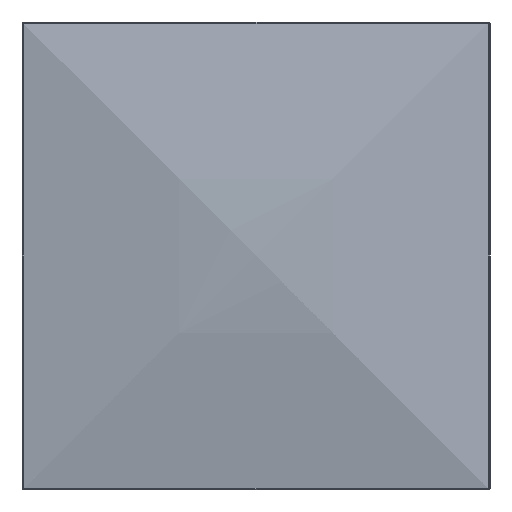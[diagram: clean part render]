
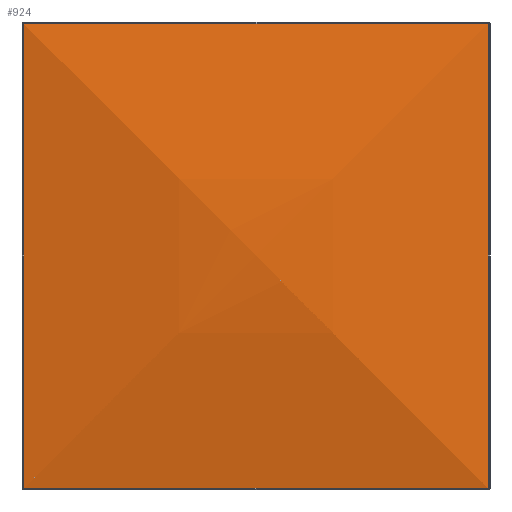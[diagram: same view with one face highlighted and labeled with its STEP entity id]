
A CAD part, left-side view. The second image highlights one B-rep face of the part: STEP entity #924.
In plain terms, the highlighted free-form (B-spline) face has degree [3, 3] with [4, 4] control points.
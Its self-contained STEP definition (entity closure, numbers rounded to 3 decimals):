
#42 = VERTEX_POINT ( 'NONE', #1849 ) ;
#64 = ORIENTED_EDGE ( 'NONE', *, *, #1805, .T. ) ;
#68 = CARTESIAN_POINT ( 'NONE',  ( -2.25, 1.592, 0. ) ) ;
#92 = CARTESIAN_POINT ( 'NONE',  ( -2.25, 1.6, 3.192 ) ) ;
#102 = CARTESIAN_POINT ( 'NONE',  ( -2.251, 1.601, 0.23 ) ) ;
#132 = CARTESIAN_POINT ( 'NONE',  ( -2.25, 1.613, -0.012 ) ) ;
#150 = CARTESIAN_POINT ( 'NONE',  ( -2.25, -1.583, 3.2 ) ) ;
#174 = CARTESIAN_POINT ( 'NONE',  ( -2.25, -1.613, -0.013 ) ) ;
#264 = CARTESIAN_POINT ( 'NONE',  ( -2.25, 1.575, 0. ) ) ;
#279 = EDGE_CURVE ( 'NONE', #1519, #2188, #1446, .T. ) ;
#282 = CARTESIAN_POINT ( 'NONE',  ( -2.252, 1.602, 0.69 ) ) ;
#283 = CARTESIAN_POINT ( 'NONE',  ( -2.252, -0.606, -0.003 ) ) ;
#303 = CARTESIAN_POINT ( 'NONE',  ( -2.25, 1.613, 1.063 ) ) ;
#317 = CARTESIAN_POINT ( 'NONE',  ( -2.25, -1.575, 3.2 ) ) ;
#325 = CARTESIAN_POINT ( 'NONE',  ( -2.25, 1.613, 3.212 ) ) ;
#332 = CARTESIAN_POINT ( 'NONE',  ( -2.25, -1.6, 0.025 ) ) ;
#341 = CARTESIAN_POINT ( 'NONE',  ( -2.252, -1.603, 2.206 ) ) ;
#350 = CARTESIAN_POINT ( 'NONE',  ( -2.25, -1.508, 3.2 ) ) ;
#366 = CARTESIAN_POINT ( 'NONE',  ( -2.25, 1.6, 3.2 ) ) ;
#406 = EDGE_CURVE ( 'NONE', #1377, #42, #1960, .T. ) ;
#440 = CARTESIAN_POINT ( 'NONE',  ( -2.25, 1.508, 0. ) ) ;
#457 = CARTESIAN_POINT ( 'NONE',  ( -2.251, 1.602, 0.46 ) ) ;
#458 = CARTESIAN_POINT ( 'NONE',  ( -2.251, -1.37, -0.001 ) ) ;
#465 = CARTESIAN_POINT ( 'NONE',  ( -2.25, 1.6, 3.2 ) ) ;
#470 = CARTESIAN_POINT ( 'NONE',  ( -2.25, -1.6, 0. ) ) ;
#480 = CARTESIAN_POINT ( 'NONE',  ( -2.25, -0.538, -0.012 ) ) ;
#492 = CARTESIAN_POINT ( 'NONE',  ( -2.25, -1.6, 0.017 ) ) ;
#514 = CARTESIAN_POINT ( 'NONE',  ( -2.25, -1.6, 0.058 ) ) ;
#535 = CARTESIAN_POINT ( 'NONE',  ( -2.25, -1.6, 0.092 ) ) ;
#604 = ORIENTED_EDGE ( 'NONE', *, *, #406, .T. ) ;
#615 = CARTESIAN_POINT ( 'NONE',  ( -2.251, -1.14, -0.002 ) ) ;
#640 = CARTESIAN_POINT ( 'NONE',  ( -2.25, -1.6, 0. ) ) ;
#661 = CARTESIAN_POINT ( 'NONE',  ( -2.252, 1.602, 2.583 ) ) ;
#665 = CARTESIAN_POINT ( 'NONE',  ( -2.251, -1.475, 3.201 ) ) ;
#674 = CARTESIAN_POINT ( 'NONE',  ( -2.252, -1.602, 2.51 ) ) ;
#685 = CARTESIAN_POINT ( 'NONE',  ( -2.25, -0.538, 3.212 ) ) ;
#692 = CARTESIAN_POINT ( 'NONE',  ( -2.623, 0.537, 2.138 ) ) ;
#710 = B_SPLINE_CURVE_WITH_KNOTS ( 'NONE', 3,
 ( #1205, #1524, #150, #317, #1364, #350, #665, #842, #1539, #2237, #1374, #2062, #1437, #2130, #1267, #366 ),
 .UNSPECIFIED., .F., .F.,
 ( 4, 3, 3, 3, 3, 4 ),
 ( 0., 0., 0., 0.002, 0.003, 0.003 ),
 .UNSPECIFIED. ) ;
#821 = CARTESIAN_POINT ( 'NONE',  ( -2.25, -1.613, 1.062 ) ) ;
#842 = CARTESIAN_POINT ( 'NONE',  ( -2.252, -0.983, 3.202 ) ) ;
#858 = CARTESIAN_POINT ( 'NONE',  ( -2.623, -0.538, 1.063 ) ) ;
#866 = CARTESIAN_POINT ( 'NONE',  ( -2.25, 0.537, -0.012 ) ) ;
#904 = ORIENTED_EDGE ( 'NONE', *, *, #279, .T. ) ;
#924 = ADVANCED_FACE ( 'NONE', ( #1697 ), #1406, .F. ) ;
#949 = CARTESIAN_POINT ( 'NONE',  ( -2.25, 1.6, 0. ) ) ;
#951 = CARTESIAN_POINT ( 'NONE',  ( -2.25, 1.542, 0. ) ) ;
#964 = EDGE_CURVE ( 'NONE', #42, #1519, #710, .T. ) ;
#992 = CARTESIAN_POINT ( 'NONE',  ( -2.25, 1.613, 2.138 ) ) ;
#1002 = CARTESIAN_POINT ( 'NONE',  ( -2.25, 1.6, 3.108 ) ) ;
#1013 = CARTESIAN_POINT ( 'NONE',  ( -2.25, -1.6, 0. ) ) ;
#1045 = CARTESIAN_POINT ( 'NONE',  ( -2.252, -1.603, 1.6 ) ) ;
#1113 = CARTESIAN_POINT ( 'NONE',  ( -2.25, 1.6, 3.2 ) ) ;
#1134 = CARTESIAN_POINT ( 'NONE',  ( -2.251, 1.475, -0.001 ) ) ;
#1165 = CARTESIAN_POINT ( 'NONE',  ( -2.252, 1.603, 1.6 ) ) ;
#1175 = CARTESIAN_POINT ( 'NONE',  ( -2.623, -0.538, 2.137 ) ) ;
#1184 = CARTESIAN_POINT ( 'NONE',  ( -2.252, -1.603, 1.903 ) ) ;
#1198 = CARTESIAN_POINT ( 'NONE',  ( -2.25, 0.537, 3.212 ) ) ;
#1201 = CARTESIAN_POINT ( 'NONE',  ( -2.252, -1.603, 1.108 ) ) ;
#1205 = CARTESIAN_POINT ( 'NONE',  ( -2.25, -1.6, 3.2 ) ) ;
#1267 = CARTESIAN_POINT ( 'NONE',  ( -2.251, 1.37, 3.201 ) ) ;
#1275 = EDGE_LOOP ( 'NONE', ( #904, #64, #604, #1754 ) ) ;
#1303 = CARTESIAN_POINT ( 'NONE',  ( -2.25, 1.6, 0. ) ) ;
#1305 = CARTESIAN_POINT ( 'NONE',  ( -2.25, 1.6, 3.175 ) ) ;
#1364 = CARTESIAN_POINT ( 'NONE',  ( -2.25, -1.542, 3.2 ) ) ;
#1374 = CARTESIAN_POINT ( 'NONE',  ( -2.252, 0.303, 3.203 ) ) ;
#1377 = VERTEX_POINT ( 'NONE', #470 ) ;
#1406 = B_SPLINE_SURFACE_WITH_KNOTS ( 'NONE', 3, 3, ( 
 ( #132, #866, #480, #174 ),
 ( #303, #2245, #858, #821 ),
 ( #992, #692, #1175, #1686 ),
 ( #325, #1198, #685, #2211 ) ),
 .UNSPECIFIED., .F., .F., .F.,
 ( 4, 4 ),
 ( 4, 4 ),
 ( 0., 1. ),
 ( 0., 1. ),
 .UNSPECIFIED. ) ;
#1437 = CARTESIAN_POINT ( 'NONE',  ( -2.252, 0.91, 3.202 ) ) ;
#1446 = B_SPLINE_CURVE_WITH_KNOTS ( 'NONE', 3,
 ( #465, #92, #1520, #1305, #1509, #1002, #1997, #661, #2208, #1165, #1693, #1860, #282, #457, #102, #949 ),
 .UNSPECIFIED., .F., .F.,
 ( 4, 3, 3, 3, 3, 4 ),
 ( 0., 0., 0., 0.002, 0.003, 0.003 ),
 .UNSPECIFIED. ) ;
#1454 = CARTESIAN_POINT ( 'NONE',  ( -2.25, 1.583, 0. ) ) ;
#1509 = CARTESIAN_POINT ( 'NONE',  ( -2.25, 1.6, 3.142 ) ) ;
#1511 = CARTESIAN_POINT ( 'NONE',  ( -2.252, -0.91, -0.002 ) ) ;
#1519 = VERTEX_POINT ( 'NONE', #1113 ) ;
#1520 = CARTESIAN_POINT ( 'NONE',  ( -2.25, 1.6, 3.183 ) ) ;
#1524 = CARTESIAN_POINT ( 'NONE',  ( -2.25, -1.592, 3.2 ) ) ;
#1531 = CARTESIAN_POINT ( 'NONE',  ( -2.251, -1.601, 2.97 ) ) ;
#1539 = CARTESIAN_POINT ( 'NONE',  ( -2.252, -0.492, 3.203 ) ) ;
#1627 = CARTESIAN_POINT ( 'NONE',  ( -2.25, 1.6, 0. ) ) ;
#1659 = CARTESIAN_POINT ( 'NONE',  ( -2.252, 0.492, -0.003 ) ) ;
#1686 = CARTESIAN_POINT ( 'NONE',  ( -2.25, -1.613, 2.137 ) ) ;
#1693 = CARTESIAN_POINT ( 'NONE',  ( -2.252, 1.603, 1.297 ) ) ;
#1695 = CARTESIAN_POINT ( 'NONE',  ( -2.252, -0.303, -0.003 ) ) ;
#1697 = FACE_OUTER_BOUND ( 'NONE', #1275, .T. ) ;
#1712 = CARTESIAN_POINT ( 'NONE',  ( -2.252, -1.602, 0.617 ) ) ;
#1741 = CARTESIAN_POINT ( 'NONE',  ( -2.251, -1.602, 2.74 ) ) ;
#1754 = ORIENTED_EDGE ( 'NONE', *, *, #964, .T. ) ;
#1805 = EDGE_CURVE ( 'NONE', #2188, #1377, #2235, .T. ) ;
#1825 = CARTESIAN_POINT ( 'NONE',  ( -2.252, 0.983, -0.002 ) ) ;
#1849 = CARTESIAN_POINT ( 'NONE',  ( -2.25, -1.6, 3.2 ) ) ;
#1860 = CARTESIAN_POINT ( 'NONE',  ( -2.252, 1.603, 0.994 ) ) ;
#1960 = B_SPLINE_CURVE_WITH_KNOTS ( 'NONE', 3,
 ( #1013, #2074, #492, #332, #514, #535, #2066, #1712, #1201, #1045, #1184, #341, #674, #1741, #1531, #2059 ),
 .UNSPECIFIED., .F., .F.,
 ( 4, 3, 3, 3, 3, 4 ),
 ( 0., 0., 0., 0.002, 0.003, 0.003 ),
 .UNSPECIFIED. ) ;
#1997 = CARTESIAN_POINT ( 'NONE',  ( -2.251, 1.601, 3.075 ) ) ;
#2050 = CARTESIAN_POINT ( 'NONE',  ( -2.252, 0., -0.003 ) ) ;
#2059 = CARTESIAN_POINT ( 'NONE',  ( -2.25, -1.6, 3.2 ) ) ;
#2062 = CARTESIAN_POINT ( 'NONE',  ( -2.252, 0.606, 3.203 ) ) ;
#2066 = CARTESIAN_POINT ( 'NONE',  ( -2.251, -1.601, 0.125 ) ) ;
#2074 = CARTESIAN_POINT ( 'NONE',  ( -2.25, -1.6, 0.008 ) ) ;
#2130 = CARTESIAN_POINT ( 'NONE',  ( -2.251, 1.14, 3.202 ) ) ;
#2188 = VERTEX_POINT ( 'NONE', #1303 ) ;
#2208 = CARTESIAN_POINT ( 'NONE',  ( -2.252, 1.603, 2.092 ) ) ;
#2211 = CARTESIAN_POINT ( 'NONE',  ( -2.25, -1.613, 3.212 ) ) ;
#2235 = B_SPLINE_CURVE_WITH_KNOTS ( 'NONE', 3,
 ( #1627, #68, #1454, #264, #951, #440, #1134, #1825, #1659, #2050, #1695, #283, #1511, #615, #458, #640 ),
 .UNSPECIFIED., .F., .F.,
 ( 4, 3, 3, 3, 3, 4 ),
 ( 0., 0., 0., 0.002, 0.003, 0.003 ),
 .UNSPECIFIED. ) ;
#2237 = CARTESIAN_POINT ( 'NONE',  ( -2.252, 0., 3.203 ) ) ;
#2245 = CARTESIAN_POINT ( 'NONE',  ( -2.623, 0.537, 1.063 ) ) ;
